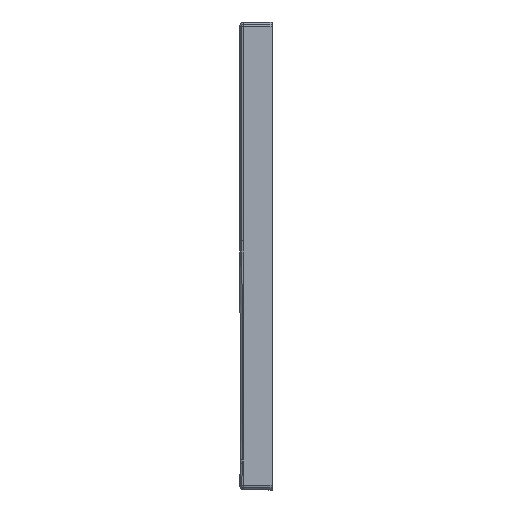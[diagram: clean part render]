
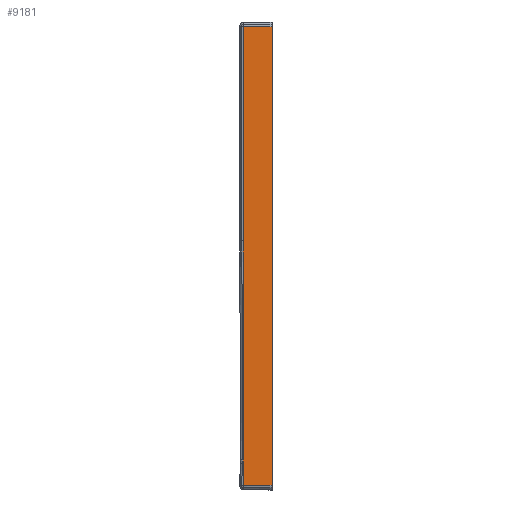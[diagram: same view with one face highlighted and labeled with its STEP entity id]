
A CAD part, left-side view. The second image highlights one B-rep face of the part: STEP entity #9181.
In plain terms, the highlighted planar face has unit normal (-1, 0, 0).
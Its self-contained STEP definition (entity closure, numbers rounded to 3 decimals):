
#1991=DIRECTION('',(0.,0.,-1.));
#1992=VECTOR('',#1991,5.007);
#1993=CARTESIAN_POINT('',(-800.,-5.108,45.));
#1994=LINE('',#1993,#1992);
#1995=CARTESIAN_POINT('',(-800.,-5.048,
372.503));
#1996=CARTESIAN_POINT('',(-800.,-5.055,
336.301));
#1997=CARTESIAN_POINT('',(-800.,-5.068,
263.771));
#1998=CARTESIAN_POINT('',(-800.,-5.088,
154.604));
#1999=CARTESIAN_POINT('',(-800.,-5.101,81.576));
#2000=CARTESIAN_POINT('',(-800.,-5.108,45.));
#2014=DIRECTION('',(0.,0.,1.));
#2015=VECTOR('',#2014,320.497);
#2016=CARTESIAN_POINT('',(-800.,-5.048,
372.503));
#2017=LINE('',#2016,#2015);
#2018=DIRECTION('',(0.,0.,-1.));
#2019=VECTOR('',#2018,686.);
#2020=CARTESIAN_POINT('',(-800.,-48.,693.));
#2021=LINE('',#2020,#2019);
#2022=DIRECTION('',(0.,1.,0.));
#2023=VECTOR('',#2022,42.981);
#2024=CARTESIAN_POINT('',(-800.,-48.,7.));
#2025=LINE('',#2024,#2023);
#2026=DIRECTION('',(0.,-0.003,1.));
#2027=VECTOR('',#2026,32.993);
#2028=CARTESIAN_POINT('',(-800.,-5.019,
7.));
#2029=LINE('',#2028,#2027);
#2994=DIRECTION('',(0.,1.,0.));
#2995=VECTOR('',#2994,43.);
#2996=CARTESIAN_POINT('',(-800.,-48.,693.));
#2997=LINE('',#2996,#2995);
#6050=CARTESIAN_POINT('',(-800.,-5.108,45.));
#6051=VERTEX_POINT('',#6050);
#6052=CARTESIAN_POINT('',(-800.,-5.108,
39.993));
#6053=VERTEX_POINT('',#6052);
#6054=VERTEX_POINT('',#1995);
#6056=CARTESIAN_POINT('',(-800.,-5.,
693.));
#6057=VERTEX_POINT('',#6056);
#6058=CARTESIAN_POINT('',(-800.,-48.,693.));
#6059=VERTEX_POINT('',#6058);
#6060=CARTESIAN_POINT('',(-800.,-48.,7.));
#6061=VERTEX_POINT('',#6060);
#6062=CARTESIAN_POINT('',(-800.,-5.019,
7.));
#6063=VERTEX_POINT('',#6062);
#9162=CARTESIAN_POINT('',(-800.,0.,0.));
#9163=DIRECTION('',(-1.,0.,0.));
#9164=DIRECTION('',(0.,0.,1.));
#9165=AXIS2_PLACEMENT_3D('',#9162,#9163,#9164);
#9166=PLANE('',#9165);
#9167=ORIENTED_EDGE('',*,*,#9104,.F.);
#9168=ORIENTED_EDGE('',*,*,#9152,.F.);
#9170=ORIENTED_EDGE('',*,*,#9169,.T.);
#9172=ORIENTED_EDGE('',*,*,#9171,.F.);
#9174=ORIENTED_EDGE('',*,*,#9173,.T.);
#9176=ORIENTED_EDGE('',*,*,#9175,.T.);
#9178=ORIENTED_EDGE('',*,*,#9177,.T.);
#9179=EDGE_LOOP('',(#9167,#9168,#9170,#9172,#9174,#9176,#9178));
#9180=FACE_OUTER_BOUND('',#9179,.F.);
#9181=ADVANCED_FACE('',(#9180),#9166,.T.);
#2001=B_SPLINE_CURVE_WITH_KNOTS('',3,(#1995,#1996,#1997,#1998,#1999,#2000),
.UNSPECIFIED.,.F.,.F.,(4,1,1,4),(0.,0.333,0.667,1.),
.UNSPECIFIED.);
#9104=EDGE_CURVE('',#6051,#6053,#1994,.T.);
#9152=EDGE_CURVE('',#6054,#6051,#2001,.T.);
#9169=EDGE_CURVE('',#6054,#6057,#2017,.T.);
#9171=EDGE_CURVE('',#6059,#6057,#2997,.T.);
#9173=EDGE_CURVE('',#6059,#6061,#2021,.T.);
#9175=EDGE_CURVE('',#6061,#6063,#2025,.T.);
#9177=EDGE_CURVE('',#6063,#6053,#2029,.T.);
